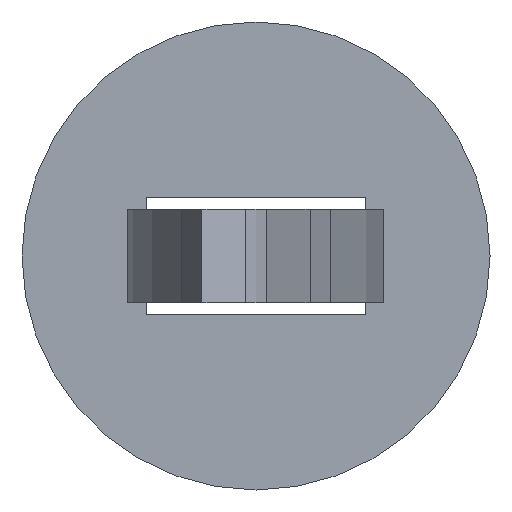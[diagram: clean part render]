
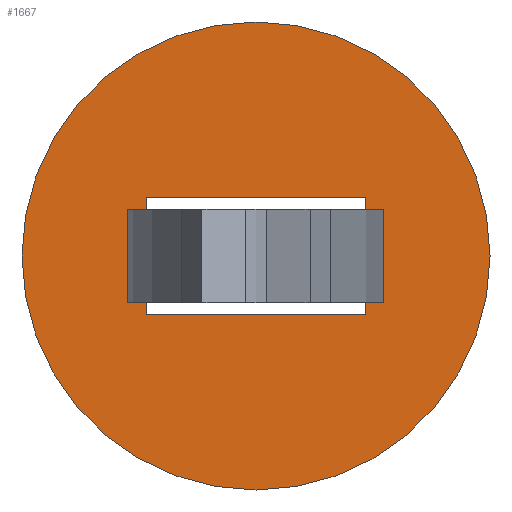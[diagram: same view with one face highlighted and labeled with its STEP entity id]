
A CAD part, front view. The second image highlights one B-rep face of the part: STEP entity #1667.
In plain terms, the highlighted planar face has unit normal (0, -1, 0).
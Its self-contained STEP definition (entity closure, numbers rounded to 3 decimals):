
#4 = VERTEX_POINT ( 'NONE', #1429 ) ;
#59 = ORIENTED_EDGE ( 'NONE', *, *, #318, .T. ) ;
#63 = CARTESIAN_POINT ( 'NONE',  ( 0.532, -1.445, -0.337 ) ) ;
#90 = DIRECTION ( 'NONE',  ( 1., 0., 0. ) ) ;
#96 = CIRCLE ( 'NONE', #1112, 1.27 ) ;
#98 = VECTOR ( 'NONE', #90, 1000. ) ;
#140 = CARTESIAN_POINT ( 'NONE',  ( -0.065, -1.445, 1.251 ) ) ;
#179 = EDGE_CURVE ( 'NONE', #576, #484, #96, .T. ) ;
#185 = VECTOR ( 'NONE', #391, 1000. ) ;
#270 = CARTESIAN_POINT ( 'NONE',  ( -0.662, -1.445, -0.019 ) ) ;
#318 = EDGE_CURVE ( 'NONE', #1008, #4, #1200, .T. ) ;
#387 = ORIENTED_EDGE ( 'NONE', *, *, #179, .F. ) ;
#391 = DIRECTION ( 'NONE',  ( 0., 0., 1. ) ) ;
#398 = LINE ( 'NONE', #270, #185 ) ;
#484 = VERTEX_POINT ( 'NONE', #140 ) ;
#488 = ORIENTED_EDGE ( 'NONE', *, *, #734, .T. ) ;
#505 = EDGE_LOOP ( 'NONE', ( #387, #728 ) ) ;
#515 = ORIENTED_EDGE ( 'NONE', *, *, #1010, .T. ) ;
#536 = CARTESIAN_POINT ( 'NONE',  ( -0.065, -1.445, -0.019 ) ) ;
#576 = VERTEX_POINT ( 'NONE', #1722 ) ;
#580 = VERTEX_POINT ( 'NONE', #743 ) ;
#587 = VECTOR ( 'NONE', #901, 1000. ) ;
#599 = CARTESIAN_POINT ( 'NONE',  ( 0.532, -1.445, -0.337 ) ) ;
#610 = VERTEX_POINT ( 'NONE', #63 ) ;
#715 = DIRECTION ( 'NONE',  ( 0., 1., 0. ) ) ;
#728 = ORIENTED_EDGE ( 'NONE', *, *, #1336, .F. ) ;
#730 = LINE ( 'NONE', #599, #587 ) ;
#734 = EDGE_CURVE ( 'NONE', #610, #580, #730, .T. ) ;
#743 = CARTESIAN_POINT ( 'NONE',  ( -0.662, -1.445, -0.337 ) ) ;
#757 = AXIS2_PLACEMENT_3D ( 'NONE', #926, #1738, #1807 ) ;
#850 = AXIS2_PLACEMENT_3D ( 'NONE', #998, #715, #1144 ) ;
#901 = DIRECTION ( 'NONE',  ( -1., 0., 0. ) ) ;
#926 = CARTESIAN_POINT ( 'NONE',  ( -0.065, -1.445, -0.019 ) ) ;
#977 = DIRECTION ( 'NONE',  ( 0., 1., 0. ) ) ;
#992 = CIRCLE ( 'NONE', #850, 1.27 ) ;
#998 = CARTESIAN_POINT ( 'NONE',  ( -0.065, -1.445, -0.019 ) ) ;
#1008 = VERTEX_POINT ( 'NONE', #1644 ) ;
#1010 = EDGE_CURVE ( 'NONE', #4, #610, #1638, .T. ) ;
#1041 = CARTESIAN_POINT ( 'NONE',  ( 0.532, -1.445, 0.298 ) ) ;
#1095 = DIRECTION ( 'NONE',  ( 0., 0., -1. ) ) ;
#1112 = AXIS2_PLACEMENT_3D ( 'NONE', #536, #977, #1095 ) ;
#1144 = DIRECTION ( 'NONE',  ( 0., 0., -1. ) ) ;
#1200 = LINE ( 'NONE', #1041, #98 ) ;
#1301 = EDGE_CURVE ( 'NONE', #580, #1008, #398, .T. ) ;
#1330 = FACE_BOUND ( 'NONE', #1573, .T. ) ;
#1336 = EDGE_CURVE ( 'NONE', #484, #576, #992, .T. ) ;
#1341 = FACE_OUTER_BOUND ( 'NONE', #505, .T. ) ;
#1429 = CARTESIAN_POINT ( 'NONE',  ( 0.532, -1.445, 0.298 ) ) ;
#1483 = PLANE ( 'NONE',  #757 ) ;
#1573 = EDGE_LOOP ( 'NONE', ( #488, #1704, #59, #515 ) ) ;
#1638 = LINE ( 'NONE', #1792, #1765 ) ;
#1644 = CARTESIAN_POINT ( 'NONE',  ( -0.662, -1.445, 0.298 ) ) ;
#1667 = ADVANCED_FACE ( 'NONE', ( #1341, #1330 ), #1483, .T. ) ;
#1704 = ORIENTED_EDGE ( 'NONE', *, *, #1301, .T. ) ;
#1722 = CARTESIAN_POINT ( 'NONE',  ( -0.065, -1.445, -1.289 ) ) ;
#1738 = DIRECTION ( 'NONE',  ( 0., -1., 0. ) ) ;
#1764 = DIRECTION ( 'NONE',  ( 0., 0., -1. ) ) ;
#1765 = VECTOR ( 'NONE', #1764, 1000. ) ;
#1792 = CARTESIAN_POINT ( 'NONE',  ( 0.532, -1.445, 0.298 ) ) ;
#1807 = DIRECTION ( 'NONE',  ( 0., 0., -1. ) ) ;
